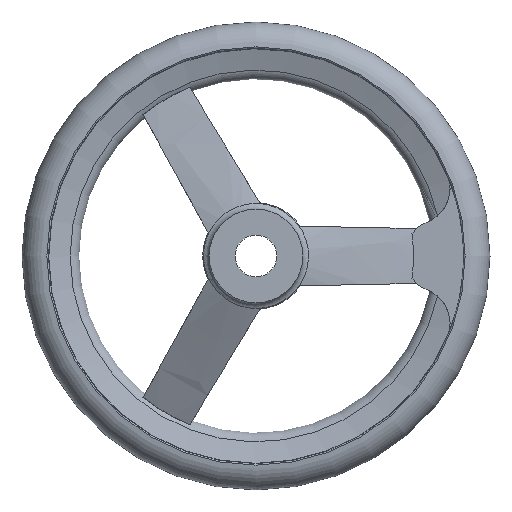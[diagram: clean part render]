
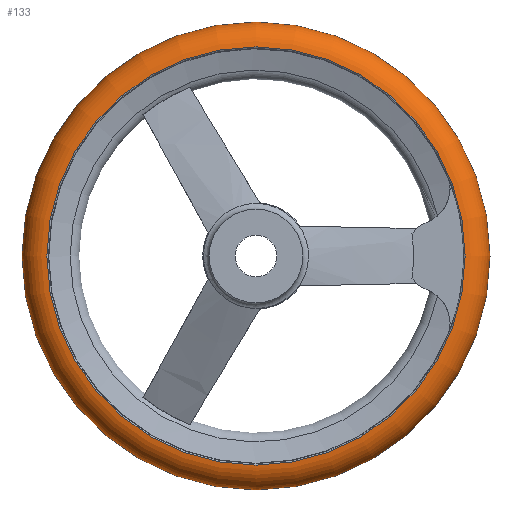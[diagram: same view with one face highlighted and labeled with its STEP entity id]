
A CAD part, front view. The second image highlights one B-rep face of the part: STEP entity #133.
In plain terms, the highlighted toroidal (fillet/blend) face has major radius 80 mm and minor radius 10 mm.
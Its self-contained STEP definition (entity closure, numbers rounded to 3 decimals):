
#133 = ADVANCED_FACE( '', ( #277, #278, #279 ), #280, .T. );
#277 = FACE_BOUND( '', #414, .T. );
#278 = FACE_OUTER_BOUND( '', #415, .T. );
#279 = FACE_OUTER_BOUND( '', #416, .T. );
#280 = TOROIDAL_SURFACE( '', #417, 80., 10. );
#414 = VERTEX_LOOP( '', #740 );
#415 = EDGE_LOOP( '', ( #741 ) );
#416 = EDGE_LOOP( '', ( #742 ) );
#417 = AXIS2_PLACEMENT_3D( '', #743, #744, #745 );
#740 = VERTEX_POINT( '', #872 );
#741 = ORIENTED_EDGE( '', *, *, #829, .T. );
#742 = ORIENTED_EDGE( '', *, *, #844, .F. );
#743 = CARTESIAN_POINT( '', ( 0., 32.5, 0. ) );
#744 = DIRECTION( '', ( 0., -1., 0. ) );
#745 = DIRECTION( '', ( 0., 0., -1. ) );
#829 = EDGE_CURVE( '', #1009, #1009, #1010, .T. );
#844 = EDGE_CURVE( '', #1028, #1028, #1029, .T. );
#872 = CARTESIAN_POINT( '', ( 0., 32.5, -90. ) );
#1009 = VERTEX_POINT( '', #1565 );
#1010 = CIRCLE( '', #1566, 80.417 );
#1028 = VERTEX_POINT( '', #1588 );
#1029 = CIRCLE( '', #1589, 80.417 );
#1565 = CARTESIAN_POINT( '', ( 0., 42.491, -80.417 ) );
#1566 = AXIS2_PLACEMENT_3D( '', #1788, #1789, #1790 );
#1588 = CARTESIAN_POINT( '', ( 0., 22.509, -80.417 ) );
#1589 = AXIS2_PLACEMENT_3D( '', #1807, #1808, #1809 );
#1788 = CARTESIAN_POINT( '', ( 0., 42.491, 0. ) );
#1789 = DIRECTION( '', ( 0., -1., 0. ) );
#1790 = DIRECTION( '', ( 0., 0., -1. ) );
#1807 = CARTESIAN_POINT( '', ( 0., 22.509, 0. ) );
#1808 = DIRECTION( '', ( 0., -1., 0. ) );
#1809 = DIRECTION( '', ( 0., 0., -1. ) );
